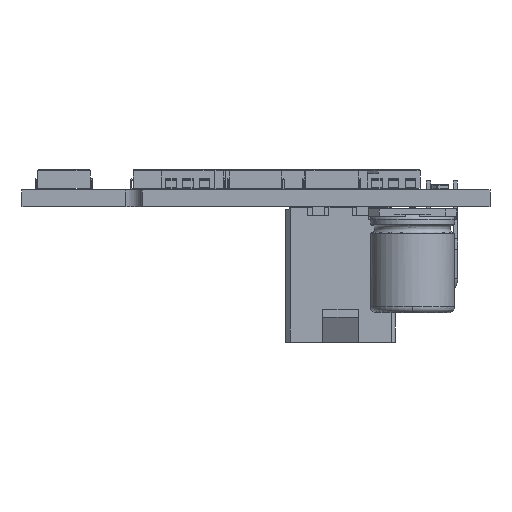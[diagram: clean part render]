
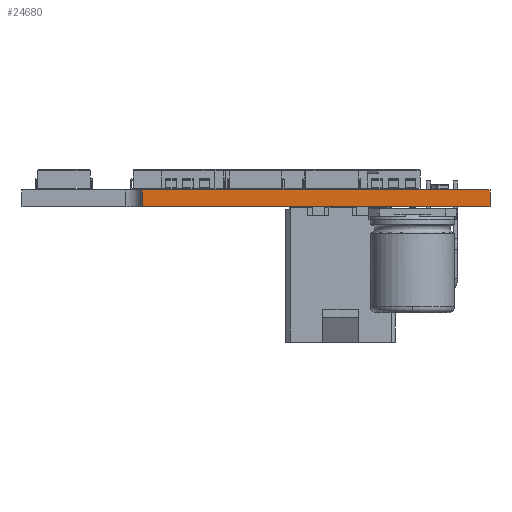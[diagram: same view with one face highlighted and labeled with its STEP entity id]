
A CAD part, front view. The second image highlights one B-rep face of the part: STEP entity #24680.
In plain terms, the highlighted planar face has unit normal (0, -1, 0).
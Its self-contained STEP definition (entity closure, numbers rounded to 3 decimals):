
#23413 = PLANE('',#23414);
#23414 = AXIS2_PLACEMENT_3D('',#23415,#23416,#23417);
#23415 = CARTESIAN_POINT('',(232.834,-74.282,1.6));
#23416 = DIRECTION('',(0.,0.,1.));
#23417 = DIRECTION('',(1.,0.,0.));
#23467 = PLANE('',#23468);
#23468 = AXIS2_PLACEMENT_3D('',#23469,#23470,#23471);
#23469 = CARTESIAN_POINT('',(232.834,-74.282,0.));
#23470 = DIRECTION('',(0.,0.,1.));
#23471 = DIRECTION('',(1.,0.,0.));
#23500 = PLANE('',#23501);
#23501 = AXIS2_PLACEMENT_3D('',#23502,#23503,#23504);
#23502 = CARTESIAN_POINT('',(253.238,-116.332,0.));
#23503 = DIRECTION('',(-1.,0.,0.));
#23504 = DIRECTION('',(0.,1.,0.));
#23689 = VERTEX_POINT('',#23690);
#23690 = CARTESIAN_POINT('',(220.218,-116.332,0.));
#23704 = PLANE('',#23705);
#23705 = AXIS2_PLACEMENT_3D('',#23706,#23707,#23708);
#23706 = CARTESIAN_POINT('',(220.218,-53.15,0.));
#23707 = DIRECTION('',(1.,0.,0.));
#23708 = DIRECTION('',(0.,-1.,0.));
#23716 = EDGE_CURVE('',#23689,#23717,#23719,.T.);
#23717 = VERTEX_POINT('',#23718);
#23718 = CARTESIAN_POINT('',(253.238,-116.332,0.));
#23719 = SURFACE_CURVE('',#23720,(#23724,#23731),.PCURVE_S1.);
#23720 = LINE('',#23721,#23722);
#23721 = CARTESIAN_POINT('',(220.218,-116.332,0.));
#23722 = VECTOR('',#23723,1.);
#23723 = DIRECTION('',(1.,0.,0.));
#23724 = PCURVE('',#23467,#23725);
#23725 = DEFINITIONAL_REPRESENTATION('',(#23726),#23730);
#23726 = LINE('',#23727,#23728);
#23727 = CARTESIAN_POINT('',(-12.616,-42.05));
#23728 = VECTOR('',#23729,1.);
#23729 = DIRECTION('',(1.,0.));
#23730 = ( GEOMETRIC_REPRESENTATION_CONTEXT(2) 
PARAMETRIC_REPRESENTATION_CONTEXT() REPRESENTATION_CONTEXT('2D SPACE',''
  ) );
#23731 = PCURVE('',#23732,#23737);
#23732 = PLANE('',#23733);
#23733 = AXIS2_PLACEMENT_3D('',#23734,#23735,#23736);
#23734 = CARTESIAN_POINT('',(220.218,-116.332,0.));
#23735 = DIRECTION('',(0.,1.,0.));
#23736 = DIRECTION('',(1.,0.,0.));
#23737 = DEFINITIONAL_REPRESENTATION('',(#23738),#23742);
#23738 = LINE('',#23739,#23740);
#23739 = CARTESIAN_POINT('',(0.,0.));
#23740 = VECTOR('',#23741,1.);
#23741 = DIRECTION('',(1.,0.));
#23742 = ( GEOMETRIC_REPRESENTATION_CONTEXT(2) 
PARAMETRIC_REPRESENTATION_CONTEXT() REPRESENTATION_CONTEXT('2D SPACE',''
  ) );
#24222 = VERTEX_POINT('',#24223);
#24223 = CARTESIAN_POINT('',(220.218,-116.332,1.6));
#24244 = EDGE_CURVE('',#24222,#24245,#24247,.T.);
#24245 = VERTEX_POINT('',#24246);
#24246 = CARTESIAN_POINT('',(253.238,-116.332,1.6));
#24247 = SURFACE_CURVE('',#24248,(#24252,#24259),.PCURVE_S1.);
#24248 = LINE('',#24249,#24250);
#24249 = CARTESIAN_POINT('',(220.218,-116.332,1.6));
#24250 = VECTOR('',#24251,1.);
#24251 = DIRECTION('',(1.,0.,0.));
#24252 = PCURVE('',#23413,#24253);
#24253 = DEFINITIONAL_REPRESENTATION('',(#24254),#24258);
#24254 = LINE('',#24255,#24256);
#24255 = CARTESIAN_POINT('',(-12.616,-42.05));
#24256 = VECTOR('',#24257,1.);
#24257 = DIRECTION('',(1.,0.));
#24258 = ( GEOMETRIC_REPRESENTATION_CONTEXT(2) 
PARAMETRIC_REPRESENTATION_CONTEXT() REPRESENTATION_CONTEXT('2D SPACE',''
  ) );
#24259 = PCURVE('',#23732,#24260);
#24260 = DEFINITIONAL_REPRESENTATION('',(#24261),#24265);
#24261 = LINE('',#24262,#24263);
#24262 = CARTESIAN_POINT('',(0.,-1.6));
#24263 = VECTOR('',#24264,1.);
#24264 = DIRECTION('',(1.,0.));
#24265 = ( GEOMETRIC_REPRESENTATION_CONTEXT(2) 
PARAMETRIC_REPRESENTATION_CONTEXT() REPRESENTATION_CONTEXT('2D SPACE',''
  ) );
#24630 = EDGE_CURVE('',#23717,#24245,#24631,.T.);
#24631 = SURFACE_CURVE('',#24632,(#24636,#24643),.PCURVE_S1.);
#24632 = LINE('',#24633,#24634);
#24633 = CARTESIAN_POINT('',(253.238,-116.332,0.));
#24634 = VECTOR('',#24635,1.);
#24635 = DIRECTION('',(0.,0.,1.));
#24636 = PCURVE('',#23500,#24637);
#24637 = DEFINITIONAL_REPRESENTATION('',(#24638),#24642);
#24638 = LINE('',#24639,#24640);
#24639 = CARTESIAN_POINT('',(0.,0.));
#24640 = VECTOR('',#24641,1.);
#24641 = DIRECTION('',(0.,-1.));
#24642 = ( GEOMETRIC_REPRESENTATION_CONTEXT(2) 
PARAMETRIC_REPRESENTATION_CONTEXT() REPRESENTATION_CONTEXT('2D SPACE',''
  ) );
#24643 = PCURVE('',#23732,#24644);
#24644 = DEFINITIONAL_REPRESENTATION('',(#24645),#24649);
#24645 = LINE('',#24646,#24647);
#24646 = CARTESIAN_POINT('',(33.02,0.));
#24647 = VECTOR('',#24648,1.);
#24648 = DIRECTION('',(0.,-1.));
#24649 = ( GEOMETRIC_REPRESENTATION_CONTEXT(2) 
PARAMETRIC_REPRESENTATION_CONTEXT() REPRESENTATION_CONTEXT('2D SPACE',''
  ) );
#24680 = ADVANCED_FACE('',(#24681),#23732,.F.);
#24681 = FACE_BOUND('',#24682,.F.);
#24682 = EDGE_LOOP('',(#24683,#24704,#24705,#24706));
#24683 = ORIENTED_EDGE('',*,*,#24684,.T.);
#24684 = EDGE_CURVE('',#23689,#24222,#24685,.T.);
#24685 = SURFACE_CURVE('',#24686,(#24690,#24697),.PCURVE_S1.);
#24686 = LINE('',#24687,#24688);
#24687 = CARTESIAN_POINT('',(220.218,-116.332,0.));
#24688 = VECTOR('',#24689,1.);
#24689 = DIRECTION('',(0.,0.,1.));
#24690 = PCURVE('',#23732,#24691);
#24691 = DEFINITIONAL_REPRESENTATION('',(#24692),#24696);
#24692 = LINE('',#24693,#24694);
#24693 = CARTESIAN_POINT('',(0.,0.));
#24694 = VECTOR('',#24695,1.);
#24695 = DIRECTION('',(0.,-1.));
#24696 = ( GEOMETRIC_REPRESENTATION_CONTEXT(2) 
PARAMETRIC_REPRESENTATION_CONTEXT() REPRESENTATION_CONTEXT('2D SPACE',''
  ) );
#24697 = PCURVE('',#23704,#24698);
#24698 = DEFINITIONAL_REPRESENTATION('',(#24699),#24703);
#24699 = LINE('',#24700,#24701);
#24700 = CARTESIAN_POINT('',(63.183,0.));
#24701 = VECTOR('',#24702,1.);
#24702 = DIRECTION('',(0.,-1.));
#24703 = ( GEOMETRIC_REPRESENTATION_CONTEXT(2) 
PARAMETRIC_REPRESENTATION_CONTEXT() REPRESENTATION_CONTEXT('2D SPACE',''
  ) );
#24704 = ORIENTED_EDGE('',*,*,#24244,.T.);
#24705 = ORIENTED_EDGE('',*,*,#24630,.F.);
#24706 = ORIENTED_EDGE('',*,*,#23716,.F.);
